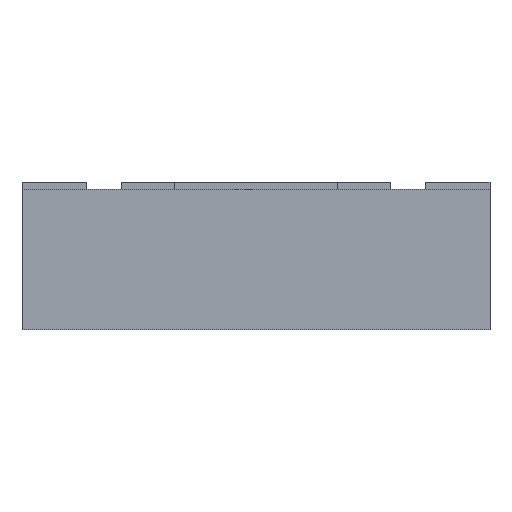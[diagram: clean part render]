
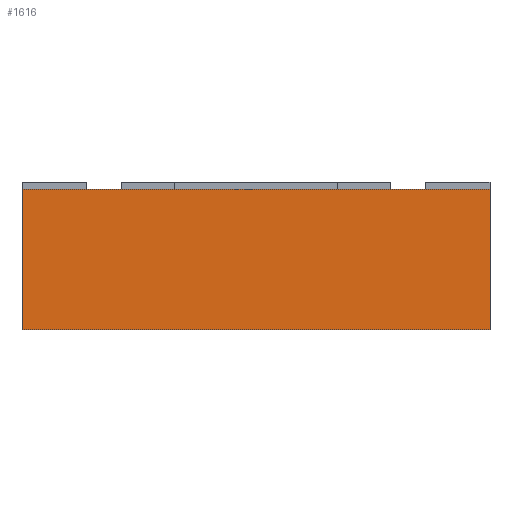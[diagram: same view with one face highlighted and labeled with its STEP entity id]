
A CAD part, left-side view. The second image highlights one B-rep face of the part: STEP entity #1616.
In plain terms, the highlighted planar face has unit normal (-1, 0, 0).
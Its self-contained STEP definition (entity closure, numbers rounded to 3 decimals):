
#135=FACE_OUTER_BOUND('',#227,.T.);
#227=EDGE_LOOP('',(#1387,#1388,#1389,#1390));
#430=LINE('',#2584,#641);
#439=LINE('',#2600,#650);
#441=LINE('',#2603,#652);
#442=LINE('',#2604,#653);
#641=VECTOR('',#2131,10.);
#650=VECTOR('',#2142,10.);
#652=VECTOR('',#2146,10.);
#653=VECTOR('',#2147,10.);
#790=VERTEX_POINT('',#2581);
#791=VERTEX_POINT('',#2583);
#796=VERTEX_POINT('',#2597);
#797=VERTEX_POINT('',#2599);
#996=EDGE_CURVE('',#791,#790,#430,.T.);
#1005=EDGE_CURVE('',#796,#797,#439,.T.);
#1007=EDGE_CURVE('',#796,#791,#441,.T.);
#1008=EDGE_CURVE('',#797,#790,#442,.T.);
#1387=ORIENTED_EDGE('',*,*,#1007,.T.);
#1388=ORIENTED_EDGE('',*,*,#996,.T.);
#1389=ORIENTED_EDGE('',*,*,#1008,.F.);
#1390=ORIENTED_EDGE('',*,*,#1005,.F.);
#1524=PLANE('',#1745);
#1616=ADVANCED_FACE('',(#135),#1524,.T.);
#1745=AXIS2_PLACEMENT_3D('',#2602,#2144,#2145);
#2131=DIRECTION('',(0.,0.,1.));
#2142=DIRECTION('',(0.,0.,1.));
#2144=DIRECTION('center_axis',(-1.,0.,0.));
#2145=DIRECTION('ref_axis',(0.,-1.,0.));
#2146=DIRECTION('',(0.,-1.,0.));
#2147=DIRECTION('',(0.,-1.,0.));
#2581=CARTESIAN_POINT('',(-1.,-1.,0.6));
#2583=CARTESIAN_POINT('',(-1.,-1.,0.));
#2584=CARTESIAN_POINT('',(-1.,-1.,0.));
#2597=CARTESIAN_POINT('',(-1.,1.,0.));
#2599=CARTESIAN_POINT('',(-1.,1.,0.6));
#2600=CARTESIAN_POINT('',(-1.,1.,0.));
#2602=CARTESIAN_POINT('Origin',(-1.,1.,0.));
#2603=CARTESIAN_POINT('',(-1.,1.,0.));
#2604=CARTESIAN_POINT('',(-1.,1.,0.6));
